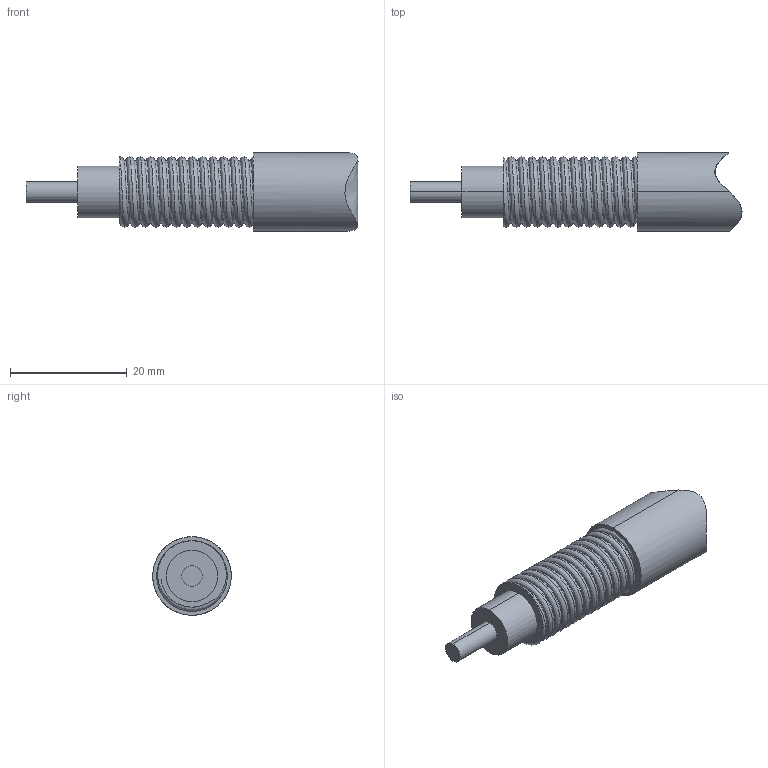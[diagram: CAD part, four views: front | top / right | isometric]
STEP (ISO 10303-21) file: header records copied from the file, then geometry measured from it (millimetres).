
FILE_DESCRIPTION (( 'STEP AP214' ), '1' );
FILE_NAME ('SPO-500-LC_3D.STEP', '2021-09-29T21:25:53', ( '' ), ( '' ), 'SwSTEP 2.0', 'SolidWorks 2021', '' );
FILE_SCHEMA (( 'AUTOMOTIVE_DESIGN' ));
Length unit declared in the file: inch
Products named in the file (1): SPO-500-LC_3D
Bounding box: 56.82 x 13.46 x 13.46 mm (x, y, z)
Volume: 5156.4 mm3; surface area: 2468.8 mm2
Topology: 1 solids, 1 shells, 40 faces, 105 edges, 70 vertices
Faces by surface type: cylinder 33, plane 4, bspline 3
Entity records: 7259 total; most frequent: CARTESIAN_POINT 5917, ORIENTED_EDGE 210, DIRECTION 134, EDGE_CURVE 105, VERTEX_POINT 70, AXIS2_PLACEMENT_3D 51, EDGE_LOOP 43, ADVANCED_FACE 40
